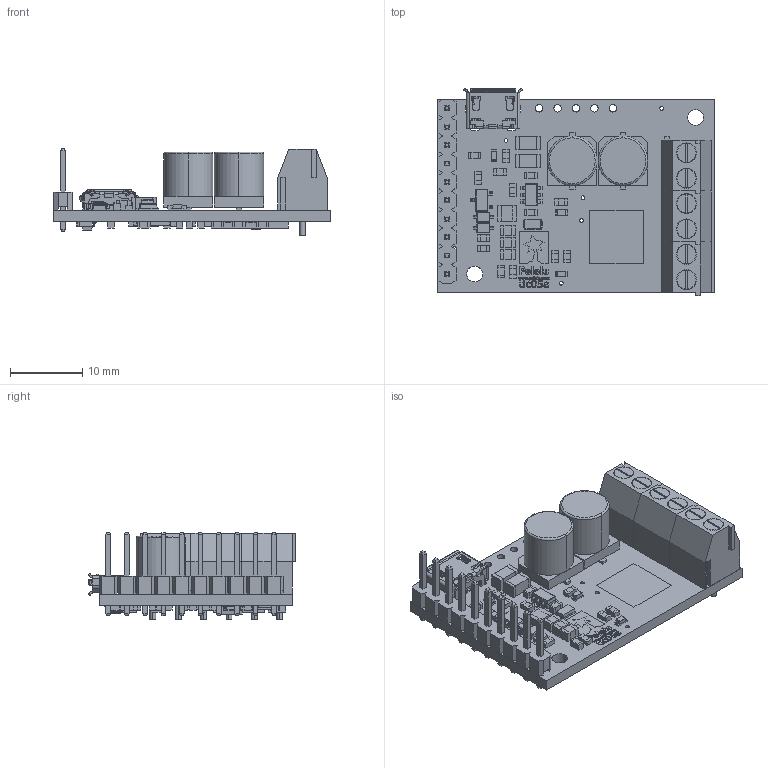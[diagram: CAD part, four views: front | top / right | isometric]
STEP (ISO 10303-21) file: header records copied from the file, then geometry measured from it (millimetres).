
FILE_DESCRIPTION (( 'STEP AP214' ), '1' );
FILE_NAME ('tic-t429-usb-multi-interface-stepper-motor-controller.step', '2019-01-15T20:47:12', ( '' ), ( '' ), 'SwSTEP 2.0', 'SolidWorks 2016', '' );
FILE_SCHEMA (( 'AUTOMOTIVE_DESIGN' ));
Length unit declared in the file: millimetre
Products named in the file (1): tic-t429-usb-multi-interface-stepper-motor-controller
Bounding box: 38.1 x 28.57 x 12 mm (x, y, z)
Volume: 3417.2 mm3; surface area: 5937.3 mm2
Topology: 5 solids, 5 shells, 3027 faces, 8345 edges, 5382 vertices
Faces by surface type: plane 2330, cylinder 517, bspline 154, torus 16, cone 6, sphere 4
Entity records: 133952 total; most frequent: CARTESIAN_POINT 23728, ORIENTED_EDGE 16682, DIRECTION 14681, EDGE_CURVE 8341, LINE 6899, VECTOR 6899, VERTEX_POINT 5382, AXIS2_PLACEMENT_3D 3891
